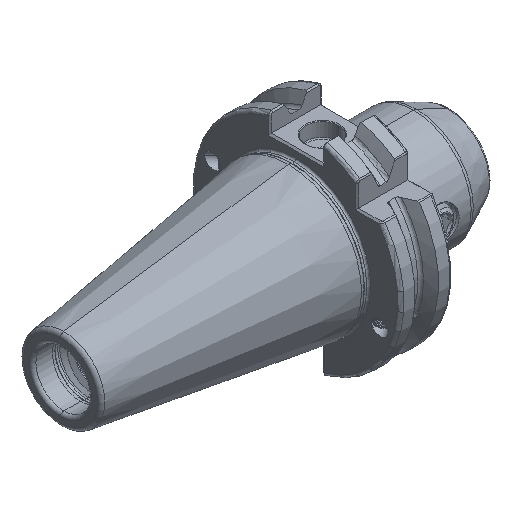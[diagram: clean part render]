
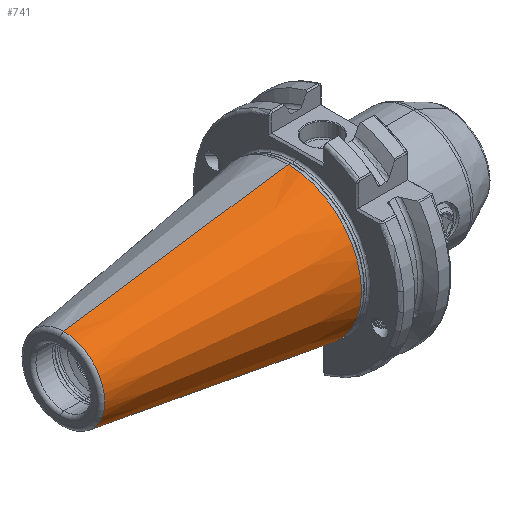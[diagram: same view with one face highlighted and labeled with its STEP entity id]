
A CAD part, isometric view. The second image highlights one B-rep face of the part: STEP entity #741.
In plain terms, the highlighted conical face has half-angle 8.297 degrees and reference radius 22.692 mm.
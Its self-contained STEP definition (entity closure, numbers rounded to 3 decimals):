
#741 = ADVANCED_FACE ( 'NONE', ( #6046 ), #6033, .T. ) ;
#3738 = DIRECTION ( 'NONE',  ( 0.99, 0., -0.144 ) ) ;
#3748 = CARTESIAN_POINT ( 'NONE',  ( 0., 0., -22.692 ) ) ;
#3753 = DIRECTION ( 'NONE',  ( 0.99, 0., 0.144 ) ) ;
#3757 = CARTESIAN_POINT ( 'NONE',  ( 0., 0., 22.692 ) ) ;
#4318 = VECTOR ( 'NONE', #3738, 1000. ) ;
#4336 = LINE ( 'NONE', #3757, #4344 ) ;
#4343 = LINE ( 'NONE', #3748, #4318 ) ;
#4344 = VECTOR ( 'NONE', #3753, 1000. ) ;
#6033 = CONICAL_SURFACE ( 'NONE', #8126, 22.692, 0.145 ) ;
#6046 = FACE_OUTER_BOUND ( 'NONE', #13737, .T. ) ;
#8126 = AXIS2_PLACEMENT_3D ( 'NONE', #24410, #24426, #24434 ) ;
#8658 = CIRCLE ( 'NONE', #24316, 12.4 ) ;
#8666 = CIRCLE ( 'NONE', #24338, 22.327 ) ;
#12182 = EDGE_CURVE ( 'NONE', #13941, #13982, #4343, .T. ) ;
#12184 = EDGE_CURVE ( 'NONE', #13983, #13951, #4336, .T. ) ;
#13737 = EDGE_LOOP ( 'NONE', ( #23051, #22920, #23015, #23017 ) ) ;
#13941 = VERTEX_POINT ( 'NONE', #23375 ) ;
#13951 = VERTEX_POINT ( 'NONE', #23342 ) ;
#13982 = VERTEX_POINT ( 'NONE', #23347 ) ;
#13983 = VERTEX_POINT ( 'NONE', #23400 ) ;
#14744 = EDGE_CURVE ( 'NONE', #13983, #13941, #8658, .T. ) ;
#14768 = EDGE_CURVE ( 'NONE', #13951, #13982, #8666, .T. ) ;
#15568 = DIRECTION ( 'NONE',  ( 1., 0., 0. ) ) ;
#15579 = CARTESIAN_POINT ( 'NONE',  ( -70.573, 0., 0. ) ) ;
#15584 = DIRECTION ( 'NONE',  ( 0., 0., 1. ) ) ;
#15818 = CARTESIAN_POINT ( 'NONE',  ( -2.5, 0., 0. ) ) ;
#15820 = DIRECTION ( 'NONE',  ( 0., 0., -1. ) ) ;
#15824 = DIRECTION ( 'NONE',  ( 1., 0., 0. ) ) ;
#22920 = ORIENTED_EDGE ( 'NONE', *, *, #14744, .T. ) ;
#23015 = ORIENTED_EDGE ( 'NONE', *, *, #12182, .T. ) ;
#23017 = ORIENTED_EDGE ( 'NONE', *, *, #14768, .F. ) ;
#23051 = ORIENTED_EDGE ( 'NONE', *, *, #12184, .F. ) ;
#23342 = CARTESIAN_POINT ( 'NONE',  ( -2.5, 0., 22.327 ) ) ;
#23347 = CARTESIAN_POINT ( 'NONE',  ( -2.5, 0., -22.327 ) ) ;
#23375 = CARTESIAN_POINT ( 'NONE',  ( -70.573, 0., -12.4 ) ) ;
#23400 = CARTESIAN_POINT ( 'NONE',  ( -70.573, 0., 12.4 ) ) ;
#24316 = AXIS2_PLACEMENT_3D ( 'NONE', #15579, #15568, #15584 ) ;
#24338 = AXIS2_PLACEMENT_3D ( 'NONE', #15818, #15824, #15820 ) ;
#24410 = CARTESIAN_POINT ( 'NONE',  ( 0., 0., 0. ) ) ;
#24426 = DIRECTION ( 'NONE',  ( 1., 0., 0. ) ) ;
#24434 = DIRECTION ( 'NONE',  ( 0., 0., -1. ) ) ;
